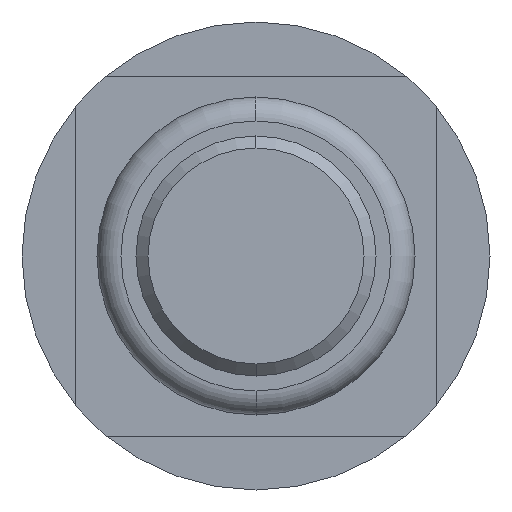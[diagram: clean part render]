
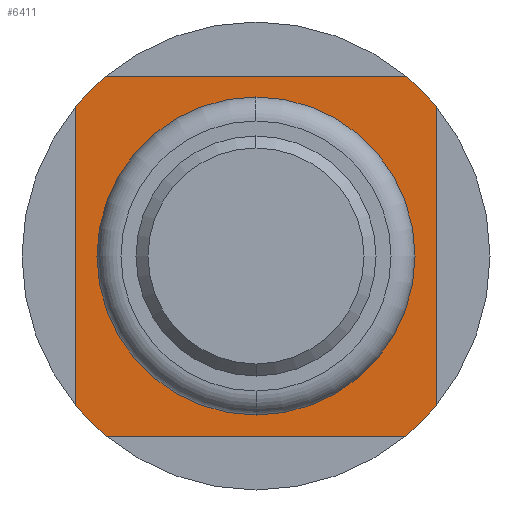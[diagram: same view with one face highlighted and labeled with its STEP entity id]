
A CAD part, front view. The second image highlights one B-rep face of the part: STEP entity #6411.
In plain terms, the highlighted planar face has unit normal (0, -1, 0).
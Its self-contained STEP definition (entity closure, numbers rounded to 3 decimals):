
#100 = VERTEX_POINT ( 'NONE', #2863 ) ;
#101 = DIRECTION ( 'NONE',  ( 0., 0., -1. ) ) ;
#114 = EDGE_CURVE ( 'Defeature ausgef�hrt1_16+Defeature ausgef�hrt1_2+Defeature ausgef�hrt1_5+Defeature ausgef�hrt1_4', #2843, #6608, #2110, .T. ) ;
#176 = EDGE_CURVE ( 'Defeature ausgef�hrt1_17+Defeature ausgef�hrt1_2+Defeature ausgef�hrt1_4+Defeature ausgef�hrt1_3', #480, #6918, #2281, .T. ) ;
#223 = ORIENTED_EDGE ( 'NONE', *, *, #4988, .T. ) ;
#239 = CIRCLE ( 'NONE', #1917, 1.325 ) ;
#345 = DIRECTION ( 'NONE',  ( -1., 0., 0. ) ) ;
#369 = DIRECTION ( 'NONE',  ( 0., 1., 0. ) ) ;
#370 = DIRECTION ( 'NONE',  ( 0., 1., 0. ) ) ;
#400 = PLANE ( 'NONE',  #6026 ) ;
#410 = ORIENTED_EDGE ( 'NONE', *, *, #3797, .F. ) ;
#417 = CIRCLE ( 'NONE', #6247, 1.95 ) ;
#480 = VERTEX_POINT ( 'NONE', #5980 ) ;
#556 = CIRCLE ( 'NONE', #3573, 1.325 ) ;
#613 = VECTOR ( 'NONE', #1197, 1000. ) ;
#654 = ORIENTED_EDGE ( 'NONE', *, *, #176, .F. ) ;
#703 = VECTOR ( 'NONE', #101, 1000. ) ;
#868 = DIRECTION ( 'NONE',  ( 0., 0., 1. ) ) ;
#907 = EDGE_LOOP ( 'NONE', ( #654, #6403, #2593, #410, #3223, #4208, #7149, #3808 ) ) ;
#990 = AXIS2_PLACEMENT_3D ( 'NONE', #5359, #4769, #1460 ) ;
#1039 = EDGE_CURVE ( 'Defeature ausgef�hrt1_14+Defeature ausgef�hrt1_2+Defeature ausgef�hrt1_3+Defeature ausgef�hrt1_6', #100, #4151, #6223, .T. ) ;
#1197 = DIRECTION ( 'NONE',  ( 1., 0., 0. ) ) ;
#1460 = DIRECTION ( 'NONE',  ( 0., 0., 1. ) ) ;
#1466 = LINE ( 'NONE', #2141, #1736 ) ;
#1470 = DIRECTION ( 'NONE',  ( 0., 1., 0. ) ) ;
#1736 = VECTOR ( 'NONE', #2075, 1000. ) ;
#1749 = CARTESIAN_POINT ( 'NONE',  ( 1.325, -2., 1.5 ) ) ;
#1917 = AXIS2_PLACEMENT_3D ( 'NONE', #6458, #4738, #5824 ) ;
#2075 = DIRECTION ( 'NONE',  ( 0., 0., 1. ) ) ;
#2080 = VERTEX_POINT ( 'NONE', #6634 ) ;
#2110 = LINE ( 'NONE', #1749, #613 ) ;
#2122 = VERTEX_POINT ( 'NONE', #4062 ) ;
#2141 = CARTESIAN_POINT ( 'NONE',  ( -1.5, -2., 0. ) ) ;
#2182 = CIRCLE ( 'NONE', #3108, 1.95 ) ;
#2281 = LINE ( 'NONE', #5004, #703 ) ;
#2487 = FACE_OUTER_BOUND ( 'NONE', #907, .T. ) ;
#2531 = EDGE_LOOP ( 'NONE', ( #223, #4669 ) ) ;
#2593 = ORIENTED_EDGE ( 'NONE', *, *, #114, .F. ) ;
#2843 = VERTEX_POINT ( 'NONE', #5628 ) ;
#2863 = CARTESIAN_POINT ( 'NONE',  ( 1.246, -2., -1.5 ) ) ;
#3108 = AXIS2_PLACEMENT_3D ( 'NONE', #6986, #6358, #6942 ) ;
#3130 = DIRECTION ( 'NONE',  ( 0., 0., 1. ) ) ;
#3223 = ORIENTED_EDGE ( 'NONE', *, *, #3893, .F. ) ;
#3377 = EDGE_CURVE ( 'Defeature ausgef�hrt1_3+Defeature ausgef�hrt1_2+Defeature ausgef�hrt1_17+Defeature ausgef�hrt1_14', #6918, #100, #4615, .T. ) ;
#3573 = AXIS2_PLACEMENT_3D ( 'NONE', #4729, #4190, #868 ) ;
#3596 = CARTESIAN_POINT ( 'NONE',  ( 1.246, -2., 1.5 ) ) ;
#3797 = EDGE_CURVE ( 'Defeature ausgef�hrt1_5+Defeature ausgef�hrt1_2+Defeature ausgef�hrt1_15+Defeature ausgef�hrt1_16', #2080, #2843, #2182, .T. ) ;
#3808 = ORIENTED_EDGE ( 'NONE', *, *, #3377, .F. ) ;
#3889 = EDGE_CURVE ( 'Defeature ausgef�hrt1_6+Defeature ausgef�hrt1_2+Defeature ausgef�hrt1_14+Defeature ausgef�hrt1_15', #4151, #2122, #417, .T. ) ;
#3893 = EDGE_CURVE ( 'Defeature ausgef�hrt1_15+Defeature ausgef�hrt1_2+Defeature ausgef�hrt1_6+Defeature ausgef�hrt1_5', #2122, #2080, #1466, .T. ) ;
#4062 = CARTESIAN_POINT ( 'NONE',  ( -1.5, -2., -1.246 ) ) ;
#4151 = VERTEX_POINT ( 'NONE', #4530 ) ;
#4190 = DIRECTION ( 'NONE',  ( 0., 1., 0. ) ) ;
#4208 = ORIENTED_EDGE ( 'NONE', *, *, #3889, .F. ) ;
#4530 = CARTESIAN_POINT ( 'NONE',  ( -1.246, -2., -1.5 ) ) ;
#4571 = VECTOR ( 'NONE', #345, 1000. ) ;
#4583 = AXIS2_PLACEMENT_3D ( 'NONE', #5917, #1470, #6386 ) ;
#4615 = CIRCLE ( 'NONE', #990, 1.95 ) ;
#4669 = ORIENTED_EDGE ( 'NONE', *, *, #6682, .T. ) ;
#4729 = CARTESIAN_POINT ( 'NONE',  ( 0., -2., 0. ) ) ;
#4738 = DIRECTION ( 'NONE',  ( 0., 1., 0. ) ) ;
#4769 = DIRECTION ( 'NONE',  ( 0., 1., 0. ) ) ;
#4819 = VERTEX_POINT ( 'NONE', #6236 ) ;
#4835 = DIRECTION ( 'NONE',  ( 0., 0., 1. ) ) ;
#4856 = CARTESIAN_POINT ( 'NONE',  ( 1.5, -2., -1.246 ) ) ;
#4941 = EDGE_CURVE ( 'Defeature ausgef�hrt1_4+Defeature ausgef�hrt1_2+Defeature ausgef�hrt1_16+Defeature ausgef�hrt1_17', #6608, #480, #6221, .T. ) ;
#4988 = EDGE_CURVE ( 'Defeature ausgef�hrt1_2+Defeature ausgef�hrt1_11+Defeature ausgef�hrt1_11+Defeature ausgef�hrt1_11', #4819, #5161, #239, .T. ) ;
#5004 = CARTESIAN_POINT ( 'NONE',  ( 1.5, -2., 0. ) ) ;
#5161 = VERTEX_POINT ( 'NONE', #5507 ) ;
#5316 = CARTESIAN_POINT ( 'NONE',  ( 1.325, -2., 0. ) ) ;
#5359 = CARTESIAN_POINT ( 'NONE',  ( 0., -2., 0. ) ) ;
#5442 = CARTESIAN_POINT ( 'NONE',  ( 0., -2., 0. ) ) ;
#5507 = CARTESIAN_POINT ( 'NONE',  ( 0., -2., -1.325 ) ) ;
#5628 = CARTESIAN_POINT ( 'NONE',  ( -1.246, -2., 1.5 ) ) ;
#5824 = DIRECTION ( 'NONE',  ( 0., 0., 1. ) ) ;
#5917 = CARTESIAN_POINT ( 'NONE',  ( 0., -2., 0. ) ) ;
#5934 = FACE_BOUND ( 'NONE', #2531, .T. ) ;
#5980 = CARTESIAN_POINT ( 'NONE',  ( 1.5, -2., 1.246 ) ) ;
#6026 = AXIS2_PLACEMENT_3D ( 'NONE', #5316, #370, #3130 ) ;
#6221 = CIRCLE ( 'NONE', #4583, 1.95 ) ;
#6223 = LINE ( 'NONE', #6456, #4571 ) ;
#6236 = CARTESIAN_POINT ( 'NONE',  ( 0., -2., 1.325 ) ) ;
#6247 = AXIS2_PLACEMENT_3D ( 'NONE', #5442, #369, #4835 ) ;
#6358 = DIRECTION ( 'NONE',  ( 0., 1., 0. ) ) ;
#6386 = DIRECTION ( 'NONE',  ( 0., 0., 1. ) ) ;
#6403 = ORIENTED_EDGE ( 'NONE', *, *, #4941, .F. ) ;
#6411 = ADVANCED_FACE ( 'Defeature ausgef�hrt1_2', ( #5934, #2487 ), #400, .F. ) ;
#6456 = CARTESIAN_POINT ( 'NONE',  ( 1.325, -2., -1.5 ) ) ;
#6458 = CARTESIAN_POINT ( 'NONE',  ( 0., -2., 0. ) ) ;
#6608 = VERTEX_POINT ( 'NONE', #3596 ) ;
#6634 = CARTESIAN_POINT ( 'NONE',  ( -1.5, -2., 1.246 ) ) ;
#6682 = EDGE_CURVE ( 'Defeature ausgef�hrt1_2+Defeature ausgef�hrt1_11+Defeature ausgef�hrt1_11+Defeature ausgef�hrt1_11', #5161, #4819, #556, .T. ) ;
#6918 = VERTEX_POINT ( 'NONE', #4856 ) ;
#6942 = DIRECTION ( 'NONE',  ( 0., 0., 1. ) ) ;
#6986 = CARTESIAN_POINT ( 'NONE',  ( 0., -2., 0. ) ) ;
#7149 = ORIENTED_EDGE ( 'NONE', *, *, #1039, .F. ) ;
